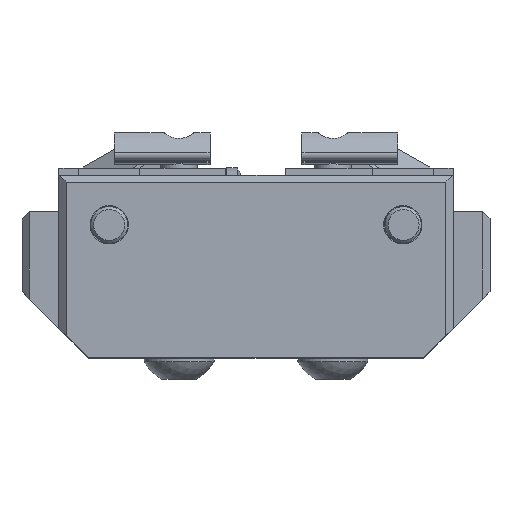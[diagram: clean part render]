
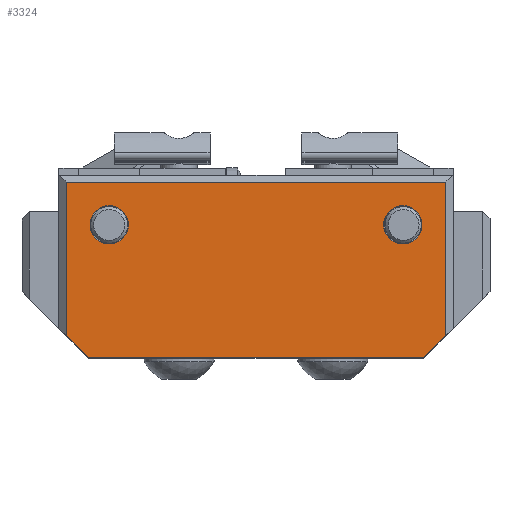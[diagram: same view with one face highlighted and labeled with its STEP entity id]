
A CAD part, top view. The second image highlights one B-rep face of the part: STEP entity #3324.
In plain terms, the highlighted planar face has unit normal (0, 0, 1).
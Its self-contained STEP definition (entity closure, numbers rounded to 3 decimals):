
#1155=CARTESIAN_POINT('',(107.048,-44.9,55.));
#1156=VERTEX_POINT('',#1155);
#1163=CARTESIAN_POINT('',(61.452,-44.9,55.));
#1164=VERTEX_POINT('',#1163);
#1165=CARTESIAN_POINT('',(61.452,-44.9,55.));
#1166=DIRECTION('',(1.,-0.,-0.));
#1167=VECTOR('',#1166,45.596);
#1168=LINE('',#1165,#1167);
#1169=EDGE_CURVE('',#1164,#1156,#1168,.T.);
#2779=CARTESIAN_POINT('',(58.452,-41.9,55.));
#2780=VERTEX_POINT('',#2779);
#2781=CARTESIAN_POINT('',(61.452,-44.9,55.));
#2782=DIRECTION('',(-0.707,0.707,-0.));
#2783=VECTOR('',#2782,4.243);
#2784=LINE('',#2781,#2783);
#2785=EDGE_CURVE('',#1164,#2780,#2784,.T.);
#3037=CARTESIAN_POINT('',(58.452,-21.,55.));
#3038=VERTEX_POINT('',#3037);
#3039=CARTESIAN_POINT('',(58.452,-41.9,55.));
#3040=DIRECTION('',(0.,1.,0.));
#3041=VECTOR('',#3040,20.9);
#3042=LINE('',#3039,#3041);
#3043=EDGE_CURVE('',#2780,#3038,#3042,.T.);
#3067=CARTESIAN_POINT('',(110.048,-21.,55.));
#3068=VERTEX_POINT('',#3067);
#3084=CARTESIAN_POINT('',(58.452,-21.,55.));
#3085=DIRECTION('',(1.,0.,-0.));
#3086=VECTOR('',#3085,51.596);
#3087=LINE('',#3084,#3086);
#3088=EDGE_CURVE('',#3038,#3068,#3087,.T.);
#3268=CARTESIAN_POINT('',(96.802,-26.8,55.));
#3269=DIRECTION('',(0.,0.,-1.));
#3270=DIRECTION('',(0.,-1.,0.));
#3271=AXIS2_PLACEMENT_3D('',#3268,#3269,#3270);
#3272=PLANE('',#3271);
#3273=CARTESIAN_POINT('',(66.902,-26.8,55.));
#3274=VERTEX_POINT('',#3273);
#3275=CARTESIAN_POINT('',(61.702,-26.8,55.));
#3276=VERTEX_POINT('',#3275);
#3277=CARTESIAN_POINT('',(64.302,-26.8,55.));
#3278=DIRECTION('',(-0.,-0.,1.));
#3279=DIRECTION('',(-1.,0.,0.));
#3280=AXIS2_PLACEMENT_3D('',#3277,#3278,#3279);
#3281=CIRCLE('',#3280,2.6);
#3282=EDGE_CURVE('',#3274,#3276,#3281,.T.);
#3283=ORIENTED_EDGE('',*,*,#3282,.F.);
#3284=CARTESIAN_POINT('',(64.302,-26.8,55.));
#3285=DIRECTION('',(-0.,-0.,1.));
#3286=DIRECTION('',(-1.,0.,0.));
#3287=AXIS2_PLACEMENT_3D('',#3284,#3285,#3286);
#3288=CIRCLE('',#3287,2.6);
#3289=EDGE_CURVE('',#3276,#3274,#3288,.T.);
#3290=ORIENTED_EDGE('',*,*,#3289,.F.);
#3291=EDGE_LOOP('',(#3283,#3290));
#3292=FACE_BOUND('',#3291,.T.);
#3293=ORIENTED_EDGE('',*,*,#1169,.T.);
#3294=CARTESIAN_POINT('',(110.048,-41.9,55.));
#3295=VERTEX_POINT('',#3294);
#3296=CARTESIAN_POINT('',(107.048,-44.9,55.));
#3297=DIRECTION('',(0.707,0.707,0.));
#3298=VECTOR('',#3297,4.243);
#3299=LINE('',#3296,#3298);
#3300=EDGE_CURVE('',#1156,#3295,#3299,.T.);
#3301=ORIENTED_EDGE('',*,*,#3300,.T.);
#3302=CARTESIAN_POINT('',(110.048,-41.9,55.));
#3303=DIRECTION('',(-0.,1.,-0.));
#3304=VECTOR('',#3303,20.9);
#3305=LINE('',#3302,#3304);
#3306=EDGE_CURVE('',#3295,#3068,#3305,.T.);
#3307=ORIENTED_EDGE('',*,*,#3306,.T.);
#3308=ORIENTED_EDGE('',*,*,#3088,.F.);
#3309=ORIENTED_EDGE('',*,*,#3043,.F.);
#3310=ORIENTED_EDGE('',*,*,#2785,.F.);
#3311=EDGE_LOOP('',(#3293,#3301,#3307,#3308,#3309,#3310));
#3312=FACE_BOUND('',#3311,.T.);
#3313=CARTESIAN_POINT('',(101.598,-26.8,55.));
#3314=VERTEX_POINT('',#3313);
#3315=CARTESIAN_POINT('',(104.198,-26.8,55.));
#3316=DIRECTION('',(0.,0.,-1.));
#3317=DIRECTION('',(-1.,0.,0.));
#3318=AXIS2_PLACEMENT_3D('',#3315,#3316,#3317);
#3319=CIRCLE('',#3318,2.6);
#3320=EDGE_CURVE('',#3314,#3314,#3319,.T.);
#3321=ORIENTED_EDGE('',*,*,#3320,.T.);
#3322=EDGE_LOOP('',(#3321));
#3323=FACE_BOUND('',#3322,.T.);
#3324=ADVANCED_FACE('',(#3292,#3312,#3323),#3272,.F.);
